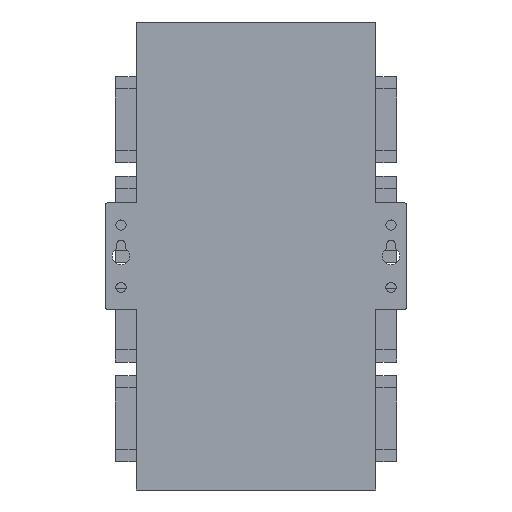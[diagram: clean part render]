
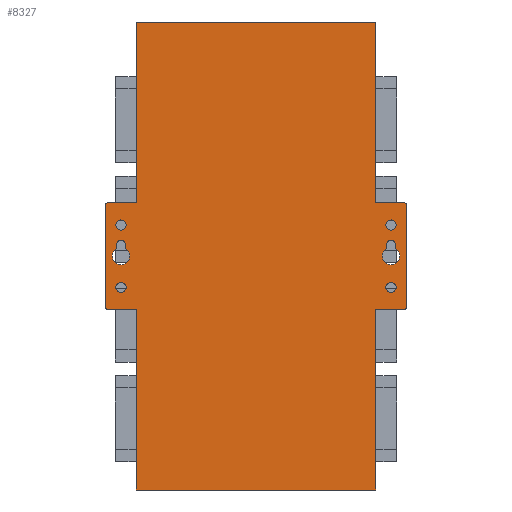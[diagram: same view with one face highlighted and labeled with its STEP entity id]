
A CAD part, front view. The second image highlights one B-rep face of the part: STEP entity #8327.
In plain terms, the highlighted planar face has unit normal (0, -1, 0).
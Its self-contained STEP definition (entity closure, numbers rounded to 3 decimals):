
#302=LINE('',#11954,#1214);
#306=LINE('',#11962,#1218);
#410=LINE('',#12278,#1322);
#413=LINE('',#12289,#1325);
#420=LINE('',#12319,#1332);
#422=LINE('',#12323,#1334);
#424=LINE('',#12328,#1336);
#429=LINE('',#12343,#1341);
#437=LINE('',#12371,#1349);
#440=LINE('',#12386,#1352);
#442=LINE('',#12390,#1354);
#444=LINE('',#12396,#1356);
#914=LINE('',#13505,#1826);
#917=LINE('',#13514,#1829);
#925=LINE('',#13526,#1837);
#926=LINE('',#13527,#1838);
#1214=VECTOR('',#9703,73.25);
#1218=VECTOR('',#9707,73.25);
#1322=VECTOR('',#10029,11.5);
#1325=VECTOR('',#10040,11.5);
#1332=VECTOR('',#10071,1.719);
#1334=VECTOR('',#10075,1.719);
#1336=VECTOR('',#10083,41.5);
#1341=VECTOR('',#10096,41.5);
#1349=VECTOR('',#10122,11.5);
#1352=VECTOR('',#10139,1.719);
#1354=VECTOR('',#10143,1.719);
#1356=VECTOR('',#10151,11.5);
#1826=VECTOR('',#11173,97.25);
#1829=VECTOR('',#11184,97.25);
#1837=VECTOR('',#11198,73.25);
#1838=VECTOR('',#11199,73.25);
#2250=PLANE('',#8982);
#2437=FACE_BOUND('',#3613,.T.);
#2438=FACE_BOUND('',#3614,.T.);
#2439=FACE_BOUND('',#3615,.T.);
#2440=FACE_BOUND('',#3616,.T.);
#2441=FACE_BOUND('',#3617,.T.);
#2442=FACE_BOUND('',#3618,.T.);
#2934=FACE_OUTER_BOUND('',#3612,.T.);
#3612=EDGE_LOOP('',(#7727,#7728,#7729,#7730,#7731,#7732,#7733,#7734,#7735,
#7736,#7737,#7738,#7739,#7740,#7741,#7742));
#3613=EDGE_LOOP('',(#7743,#7744,#7745,#7746));
#3614=EDGE_LOOP('',(#7747));
#3615=EDGE_LOOP('',(#7748));
#3616=EDGE_LOOP('',(#7749));
#3617=EDGE_LOOP('',(#7750));
#3618=EDGE_LOOP('',(#7751,#7752,#7753,#7754));
#3707=CIRCLE('',#8653,1.);
#3709=CIRCLE('',#8657,1.);
#3714=CIRCLE('',#8665,3.5);
#3715=CIRCLE('',#8667,2.075);
#3716=CIRCLE('',#8669,2.075);
#3717=CIRCLE('',#8673,1.75);
#3719=CIRCLE('',#8677,1.);
#3725=CIRCLE('',#8686,1.);
#3726=CIRCLE('',#8689,3.5);
#3727=CIRCLE('',#8691,2.075);
#3728=CIRCLE('',#8693,2.075);
#3729=CIRCLE('',#8697,1.75);
#4025=VERTEX_POINT('',#11951);
#4026=VERTEX_POINT('',#11953);
#4029=VERTEX_POINT('',#11959);
#4030=VERTEX_POINT('',#11961);
#4132=VERTEX_POINT('',#12271);
#4133=VERTEX_POINT('',#12273);
#4136=VERTEX_POINT('',#12283);
#4137=VERTEX_POINT('',#12285);
#4144=VERTEX_POINT('',#12306);
#4145=VERTEX_POINT('',#12308);
#4146=VERTEX_POINT('',#12312);
#4147=VERTEX_POINT('',#12315);
#4148=VERTEX_POINT('',#12318);
#4149=VERTEX_POINT('',#12322);
#4152=VERTEX_POINT('',#12333);
#4153=VERTEX_POINT('',#12335);
#4155=VERTEX_POINT('',#12341);
#4165=VERTEX_POINT('',#12365);
#4166=VERTEX_POINT('',#12369);
#4167=VERTEX_POINT('',#12373);
#4168=VERTEX_POINT('',#12375);
#4169=VERTEX_POINT('',#12379);
#4170=VERTEX_POINT('',#12382);
#4171=VERTEX_POINT('',#12385);
#4172=VERTEX_POINT('',#12389);
#4173=VERTEX_POINT('',#12395);
#4536=VERTEX_POINT('',#13504);
#4538=VERTEX_POINT('',#13513);
#4879=EDGE_CURVE('',#4026,#4025,#302,.T.);
#4883=EDGE_CURVE('',#4030,#4029,#306,.T.);
#5020=EDGE_CURVE('',#4133,#4132,#3707,.T.);
#5023=EDGE_CURVE('',#4026,#4132,#410,.T.);
#5026=EDGE_CURVE('',#4137,#4136,#3709,.T.);
#5028=EDGE_CURVE('',#4137,#4029,#413,.T.);
#5038=EDGE_CURVE('',#4144,#4145,#3714,.T.);
#5040=EDGE_CURVE('',#4146,#4146,#3715,.T.);
#5041=EDGE_CURVE('',#4147,#4147,#3716,.T.);
#5042=EDGE_CURVE('',#4148,#4144,#420,.T.);
#5044=EDGE_CURVE('',#4145,#4149,#422,.T.);
#5046=EDGE_CURVE('',#4149,#4148,#3717,.T.);
#5047=EDGE_CURVE('',#4133,#4136,#424,.T.);
#5050=EDGE_CURVE('',#4152,#4153,#3719,.T.);
#5054=EDGE_CURVE('',#4152,#4155,#429,.T.);
#5066=EDGE_CURVE('',#4165,#4155,#3725,.T.);
#5068=EDGE_CURVE('',#4165,#4166,#437,.T.);
#5071=EDGE_CURVE('',#4167,#4168,#3726,.T.);
#5072=EDGE_CURVE('',#4169,#4169,#3727,.T.);
#5073=EDGE_CURVE('',#4170,#4170,#3728,.T.);
#5074=EDGE_CURVE('',#4171,#4167,#440,.T.);
#5076=EDGE_CURVE('',#4168,#4172,#442,.T.);
#5078=EDGE_CURVE('',#4172,#4171,#3729,.T.);
#5079=EDGE_CURVE('',#4173,#4153,#444,.T.);
#5599=EDGE_CURVE('',#4030,#4536,#914,.T.);
#5602=EDGE_CURVE('',#4538,#4025,#917,.T.);
#5610=EDGE_CURVE('',#4538,#4173,#925,.T.);
#5611=EDGE_CURVE('',#4166,#4536,#926,.T.);
#7727=ORIENTED_EDGE('',*,*,#5050,.F.);
#7728=ORIENTED_EDGE('',*,*,#5054,.T.);
#7729=ORIENTED_EDGE('',*,*,#5066,.F.);
#7730=ORIENTED_EDGE('',*,*,#5068,.T.);
#7731=ORIENTED_EDGE('',*,*,#5611,.T.);
#7732=ORIENTED_EDGE('',*,*,#5599,.F.);
#7733=ORIENTED_EDGE('',*,*,#4883,.T.);
#7734=ORIENTED_EDGE('',*,*,#5028,.F.);
#7735=ORIENTED_EDGE('',*,*,#5026,.T.);
#7736=ORIENTED_EDGE('',*,*,#5047,.F.);
#7737=ORIENTED_EDGE('',*,*,#5020,.T.);
#7738=ORIENTED_EDGE('',*,*,#5023,.F.);
#7739=ORIENTED_EDGE('',*,*,#4879,.T.);
#7740=ORIENTED_EDGE('',*,*,#5602,.F.);
#7741=ORIENTED_EDGE('',*,*,#5610,.T.);
#7742=ORIENTED_EDGE('',*,*,#5079,.T.);
#7743=ORIENTED_EDGE('',*,*,#5038,.F.);
#7744=ORIENTED_EDGE('',*,*,#5042,.F.);
#7745=ORIENTED_EDGE('',*,*,#5046,.F.);
#7746=ORIENTED_EDGE('',*,*,#5044,.F.);
#7747=ORIENTED_EDGE('',*,*,#5041,.F.);
#7748=ORIENTED_EDGE('',*,*,#5040,.F.);
#7749=ORIENTED_EDGE('',*,*,#5072,.T.);
#7750=ORIENTED_EDGE('',*,*,#5073,.T.);
#7751=ORIENTED_EDGE('',*,*,#5071,.T.);
#7752=ORIENTED_EDGE('',*,*,#5076,.T.);
#7753=ORIENTED_EDGE('',*,*,#5078,.T.);
#7754=ORIENTED_EDGE('',*,*,#5074,.T.);
#8327=ADVANCED_FACE('',(#2934,#2437,#2438,#2439,#2440,#2441,#2442),#2250,
 .T.);
#8653=AXIS2_PLACEMENT_3D('',#12274,#10023,#10024);
#8657=AXIS2_PLACEMENT_3D('',#12286,#10035,#10036);
#8665=AXIS2_PLACEMENT_3D('',#12309,#10058,#10059);
#8667=AXIS2_PLACEMENT_3D('',#12313,#10063,#10064);
#8669=AXIS2_PLACEMENT_3D('',#12316,#10067,#10068);
#8673=AXIS2_PLACEMENT_3D('',#12326,#10079,#10080);
#8677=AXIS2_PLACEMENT_3D('',#12336,#10089,#10090);
#8686=AXIS2_PLACEMENT_3D('',#12367,#10117,#10118);
#8689=AXIS2_PLACEMENT_3D('',#12377,#10127,#10128);
#8691=AXIS2_PLACEMENT_3D('',#12380,#10131,#10132);
#8693=AXIS2_PLACEMENT_3D('',#12383,#10135,#10136);
#8697=AXIS2_PLACEMENT_3D('',#12393,#10147,#10148);
#8982=AXIS2_PLACEMENT_3D('',#13528,#11200,#11201);
#9703=DIRECTION('',(0.,0.,-1.));
#9707=DIRECTION('',(0.,0.,-1.));
#10023=DIRECTION('center_axis',(0.,-1.,0.));
#10024=DIRECTION('ref_axis',(-0.707,0.,-0.707));
#10029=DIRECTION('',(-1.,0.,0.));
#10035=DIRECTION('center_axis',(0.,-1.,0.));
#10036=DIRECTION('ref_axis',(-0.707,0.,0.707));
#10040=DIRECTION('',(1.,0.,0.));
#10058=DIRECTION('center_axis',(0.,-1.,0.));
#10059=DIRECTION('ref_axis',(-1.,0.,0.));
#10063=DIRECTION('center_axis',(0.,-1.,0.));
#10064=DIRECTION('ref_axis',(1.,0.,0.));
#10067=DIRECTION('center_axis',(0.,-1.,0.));
#10068=DIRECTION('ref_axis',(1.,0.,0.));
#10071=DIRECTION('',(0.,0.,-1.));
#10075=DIRECTION('',(0.,0.,1.));
#10079=DIRECTION('center_axis',(0.,-1.,0.));
#10080=DIRECTION('ref_axis',(-1.,0.,0.));
#10083=DIRECTION('',(0.,0.,1.));
#10089=DIRECTION('center_axis',(0.,1.,0.));
#10090=DIRECTION('ref_axis',(0.707,0.,-0.707));
#10096=DIRECTION('',(0.,0.,1.));
#10117=DIRECTION('center_axis',(0.,1.,0.));
#10118=DIRECTION('ref_axis',(0.707,0.,0.707));
#10122=DIRECTION('',(-1.,0.,0.));
#10127=DIRECTION('center_axis',(0.,1.,0.));
#10128=DIRECTION('ref_axis',(1.,0.,0.));
#10131=DIRECTION('center_axis',(0.,1.,0.));
#10132=DIRECTION('ref_axis',(-1.,0.,0.));
#10135=DIRECTION('center_axis',(0.,1.,0.));
#10136=DIRECTION('ref_axis',(-1.,0.,0.));
#10139=DIRECTION('',(0.,0.,-1.));
#10143=DIRECTION('',(0.,0.,1.));
#10147=DIRECTION('center_axis',(0.,1.,0.));
#10148=DIRECTION('ref_axis',(1.,0.,0.));
#10151=DIRECTION('',(1.,0.,0.));
#11173=DIRECTION('',(1.,0.,0.));
#11184=DIRECTION('',(-1.,0.,0.));
#11198=DIRECTION('',(0.,0.,1.));
#11199=DIRECTION('',(0.,0.,1.));
#11200=DIRECTION('center_axis',(0.,-1.,0.));
#11201=DIRECTION('ref_axis',(1.,0.,0.));
#11951=CARTESIAN_POINT('',(-48.625,-11.75,-95.));
#11953=CARTESIAN_POINT('',(-48.625,-11.75,-21.75));
#11954=CARTESIAN_POINT('',(-48.625,-11.75,0.));
#11959=CARTESIAN_POINT('',(-48.625,-11.75,21.75));
#11961=CARTESIAN_POINT('',(-48.625,-11.75,95.));
#11962=CARTESIAN_POINT('',(-48.625,-11.75,0.));
#12271=CARTESIAN_POINT('',(-60.125,-11.75,-21.75));
#12273=CARTESIAN_POINT('',(-61.125,-11.75,-20.75));
#12274=CARTESIAN_POINT('Origin',(-60.125,-11.75,-20.75));
#12278=CARTESIAN_POINT('',(-48.625,-11.75,-21.75));
#12283=CARTESIAN_POINT('',(-61.125,-11.75,20.75));
#12285=CARTESIAN_POINT('',(-60.125,-11.75,21.75));
#12286=CARTESIAN_POINT('Origin',(-60.125,-11.75,20.75));
#12289=CARTESIAN_POINT('',(-61.125,-11.75,21.75));
#12306=CARTESIAN_POINT('',(-56.625,-11.75,3.031));
#12308=CARTESIAN_POINT('',(-53.125,-11.75,3.031));
#12309=CARTESIAN_POINT('Origin',(-54.875,-11.75,0.));
#12312=CARTESIAN_POINT('',(-56.95,-11.75,-12.675));
#12313=CARTESIAN_POINT('Origin',(-54.875,-11.75,-12.675));
#12315=CARTESIAN_POINT('',(-56.95,-11.75,12.675));
#12316=CARTESIAN_POINT('Origin',(-54.875,-11.75,12.675));
#12318=CARTESIAN_POINT('',(-56.625,-11.75,4.75));
#12319=CARTESIAN_POINT('',(-56.625,-11.75,2.375));
#12322=CARTESIAN_POINT('',(-53.125,-11.75,4.75));
#12323=CARTESIAN_POINT('',(-53.125,-11.75,1.516));
#12326=CARTESIAN_POINT('Origin',(-54.875,-11.75,4.75));
#12328=CARTESIAN_POINT('',(-61.125,-11.75,-21.75));
#12333=CARTESIAN_POINT('',(61.125,-11.75,-20.75));
#12335=CARTESIAN_POINT('',(60.125,-11.75,-21.75));
#12336=CARTESIAN_POINT('Origin',(60.125,-11.75,-20.75));
#12341=CARTESIAN_POINT('',(61.125,-11.75,20.75));
#12343=CARTESIAN_POINT('',(61.125,-11.75,-21.75));
#12365=CARTESIAN_POINT('',(60.125,-11.75,21.75));
#12367=CARTESIAN_POINT('Origin',(60.125,-11.75,20.75));
#12369=CARTESIAN_POINT('',(48.625,-11.75,21.75));
#12371=CARTESIAN_POINT('',(61.125,-11.75,21.75));
#12373=CARTESIAN_POINT('',(56.625,-11.75,3.031));
#12375=CARTESIAN_POINT('',(53.125,-11.75,3.031));
#12377=CARTESIAN_POINT('Origin',(54.875,-11.75,0.));
#12379=CARTESIAN_POINT('',(56.95,-11.75,-12.675));
#12380=CARTESIAN_POINT('Origin',(54.875,-11.75,-12.675));
#12382=CARTESIAN_POINT('',(56.95,-11.75,12.675));
#12383=CARTESIAN_POINT('Origin',(54.875,-11.75,12.675));
#12385=CARTESIAN_POINT('',(56.625,-11.75,4.75));
#12386=CARTESIAN_POINT('',(56.625,-11.75,2.375));
#12389=CARTESIAN_POINT('',(53.125,-11.75,4.75));
#12390=CARTESIAN_POINT('',(53.125,-11.75,1.516));
#12393=CARTESIAN_POINT('Origin',(54.875,-11.75,4.75));
#12395=CARTESIAN_POINT('',(48.625,-11.75,-21.75));
#12396=CARTESIAN_POINT('',(48.625,-11.75,-21.75));
#13504=CARTESIAN_POINT('',(48.625,-11.75,95.));
#13505=CARTESIAN_POINT('',(-48.625,-11.75,95.));
#13513=CARTESIAN_POINT('',(48.625,-11.75,-95.));
#13514=CARTESIAN_POINT('',(-48.625,-11.75,-95.));
#13526=CARTESIAN_POINT('',(48.625,-11.75,0.));
#13527=CARTESIAN_POINT('',(48.625,-11.75,0.));
#13528=CARTESIAN_POINT('Origin',(-48.625,-11.75,0.));
